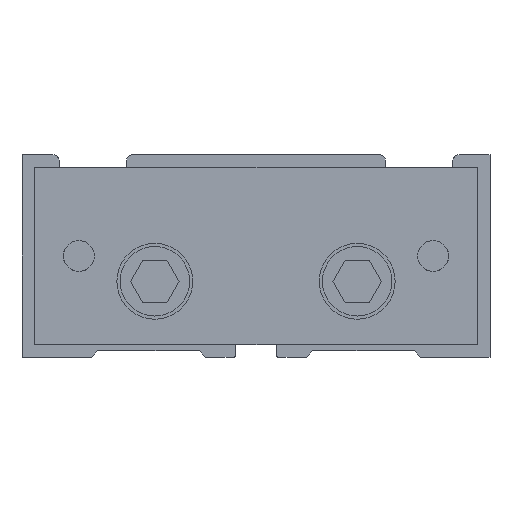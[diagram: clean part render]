
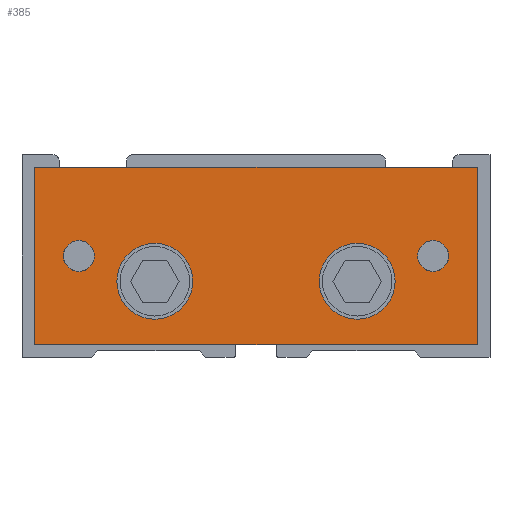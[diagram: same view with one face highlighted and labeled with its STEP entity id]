
A CAD part, left-side view. The second image highlights one B-rep face of the part: STEP entity #385.
In plain terms, the highlighted planar face has unit normal (-1, 0, 0).
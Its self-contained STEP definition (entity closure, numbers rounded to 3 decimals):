
#385 = ADVANCED_FACE( '', ( #848, #849, #850, #851, #852 ), #853, .F. );
#848 = FACE_BOUND( '', #1346, .T. );
#849 = FACE_BOUND( '', #1347, .T. );
#850 = FACE_BOUND( '', #1348, .T. );
#851 = FACE_BOUND( '', #1349, .T. );
#852 = FACE_OUTER_BOUND( '', #1350, .T. );
#853 = PLANE( '', #1351 );
#1346 = EDGE_LOOP( '', ( #2677 ) );
#1347 = EDGE_LOOP( '', ( #2678 ) );
#1348 = EDGE_LOOP( '', ( #2679 ) );
#1349 = EDGE_LOOP( '', ( #2680 ) );
#1350 = EDGE_LOOP( '', ( #2681, #2682, #2683, #2684 ) );
#1351 = AXIS2_PLACEMENT_3D( '', #2685, #2686, #2687 );
#2677 = ORIENTED_EDGE( '', *, *, #3213, .F. );
#2678 = ORIENTED_EDGE( '', *, *, #3168, .T. );
#2679 = ORIENTED_EDGE( '', *, *, #3144, .T. );
#2680 = ORIENTED_EDGE( '', *, *, #3214, .T. );
#2681 = ORIENTED_EDGE( '', *, *, #3208, .F. );
#2682 = ORIENTED_EDGE( '', *, *, #3211, .F. );
#2683 = ORIENTED_EDGE( '', *, *, #3201, .F. );
#2684 = ORIENTED_EDGE( '', *, *, #3205, .F. );
#2685 = CARTESIAN_POINT( '', ( 0., 0., 0. ) );
#2686 = DIRECTION( '', ( 1., 0., 0. ) );
#2687 = DIRECTION( '', ( 0., 0., -1. ) );
#3144 = EDGE_CURVE( '', #3773, #3773, #3774, .T. );
#3168 = EDGE_CURVE( '', #3821, #3821, #3822, .T. );
#3201 = EDGE_CURVE( '', #3881, #3882, #3883, .T. );
#3205 = EDGE_CURVE( '', #3889, #3881, #3890, .T. );
#3208 = EDGE_CURVE( '', #3894, #3889, #3895, .T. );
#3211 = EDGE_CURVE( '', #3882, #3894, #3899, .T. );
#3213 = EDGE_CURVE( '', #3901, #3901, #3902, .T. );
#3214 = EDGE_CURVE( '', #3903, #3903, #3904, .T. );
#3773 = VERTEX_POINT( '', #4972 );
#3774 = CIRCLE( '', #4973, 1.23 );
#3821 = VERTEX_POINT( '', #5079 );
#3822 = CIRCLE( '', #5080, 3. );
#3881 = VERTEX_POINT( '', #5157 );
#3882 = VERTEX_POINT( '', #5158 );
#3883 = LINE( '', #5159, #5160 );
#3889 = VERTEX_POINT( '', #5169 );
#3890 = LINE( '', #5170, #5171 );
#3894 = VERTEX_POINT( '', #5177 );
#3895 = LINE( '', #5178, #5179 );
#3899 = LINE( '', #5185, #5186 );
#3901 = VERTEX_POINT( '', #5189 );
#3902 = CIRCLE( '', #5190, 3. );
#3903 = VERTEX_POINT( '', #5191 );
#3904 = CIRCLE( '', #5192, 1.23 );
#4972 = CARTESIAN_POINT( '', ( 0., -14., 0.771 ) );
#4973 = AXIS2_PLACEMENT_3D( '', #5759, #5760, #5761 );
#5079 = CARTESIAN_POINT( '', ( 0., 8., -3. ) );
#5080 = AXIS2_PLACEMENT_3D( '', #5804, #5805, #5806 );
#5157 = CARTESIAN_POINT( '', ( 0., -17.5, -5. ) );
#5158 = CARTESIAN_POINT( '', ( 0., 17.5, -5. ) );
#5159 = CARTESIAN_POINT( '', ( 0., -17.5, -5. ) );
#5160 = VECTOR( '', #5867, 1000. );
#5169 = CARTESIAN_POINT( '', ( 0., -17.5, 9. ) );
#5170 = CARTESIAN_POINT( '', ( 0., -17.5, 9. ) );
#5171 = VECTOR( '', #5871, 1000. );
#5177 = CARTESIAN_POINT( '', ( 0., 17.5, 9. ) );
#5178 = CARTESIAN_POINT( '', ( 0., 17.5, 9. ) );
#5179 = VECTOR( '', #5874, 1000. );
#5185 = CARTESIAN_POINT( '', ( 0., 17.5, -5. ) );
#5186 = VECTOR( '', #5877, 1000. );
#5189 = CARTESIAN_POINT( '', ( 0., -8., 3. ) );
#5190 = AXIS2_PLACEMENT_3D( '', #5879, #5880, #5881 );
#5191 = CARTESIAN_POINT( '', ( 0., 14., 0.771 ) );
#5192 = AXIS2_PLACEMENT_3D( '', #5882, #5883, #5884 );
#5759 = CARTESIAN_POINT( '', ( 0., -14., 2. ) );
#5760 = DIRECTION( '', ( 1., 0., 0. ) );
#5761 = DIRECTION( '', ( 0., 0., -1. ) );
#5804 = CARTESIAN_POINT( '', ( 0., 8., 0. ) );
#5805 = DIRECTION( '', ( 1., 0., 0. ) );
#5806 = DIRECTION( '', ( 0., 0., -1. ) );
#5867 = DIRECTION( '', ( 0., 1., 0. ) );
#5871 = DIRECTION( '', ( 0., 0., -1. ) );
#5874 = DIRECTION( '', ( 0., -1., 0. ) );
#5877 = DIRECTION( '', ( 0., 0., 1. ) );
#5879 = CARTESIAN_POINT( '', ( 0., -8., 0. ) );
#5880 = DIRECTION( '', ( -1., 0., 0. ) );
#5881 = DIRECTION( '', ( 0., 0., 1. ) );
#5882 = CARTESIAN_POINT( '', ( 0., 14., 2. ) );
#5883 = DIRECTION( '', ( 1., 0., 0. ) );
#5884 = DIRECTION( '', ( 0., 0., -1. ) );
